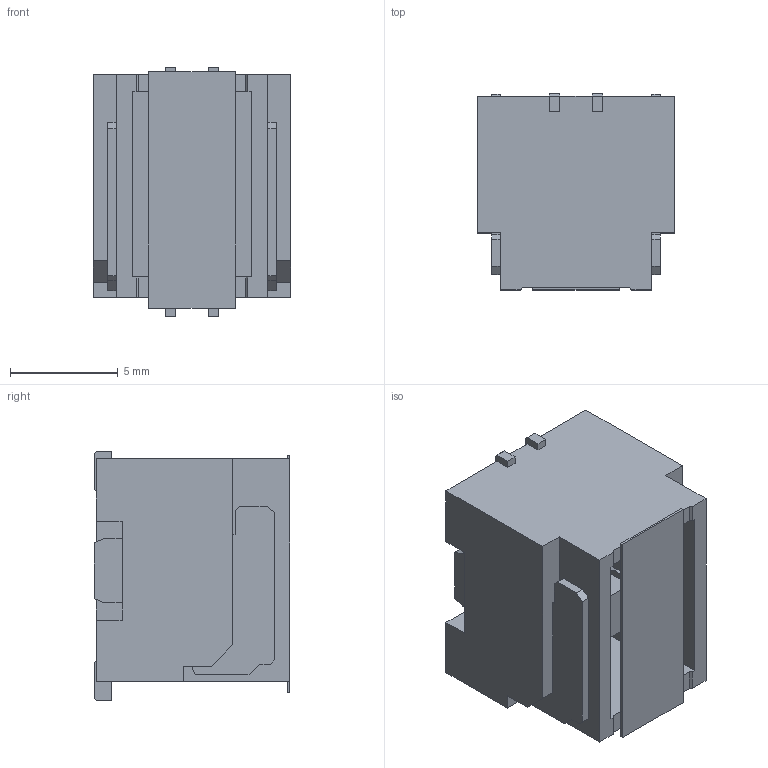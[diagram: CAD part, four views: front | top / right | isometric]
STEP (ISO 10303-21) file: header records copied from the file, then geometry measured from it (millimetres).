
FILE_DESCRIPTION(('STEP AP242'),'1');
FILE_NAME('2202010481.stp','2025-06-17T07:22:50',('TraceParts'),('TraceParts S.A.'),'Spatial InterOp 3D',' ',' ');
FILE_SCHEMA(('AP242_MANAGED_MODEL_BASED_3D_ENGINEERING_MIM_LF {1 0 10303 442 1 1 4}'));
Length unit declared in the file: millimetre
Products named in the file (1): Solid1
Bounding box: 9.2 x 9.1 x 11.6 mm (x, y, z)
Volume: 558.7 mm3; surface area: 955.2 mm2
Topology: 2 solids, 2 shells, 182 faces, 513 edges, 342 vertices
Faces by surface type: plane 173, cylinder 9
Entity records: 5812 total; most frequent: CARTESIAN_POINT 1039, ORIENTED_EDGE 1026, DIRECTION 899, EDGE_CURVE 513, LINE 495, VECTOR 495, VERTEX_POINT 342, AXIS2_PLACEMENT_3D 202
